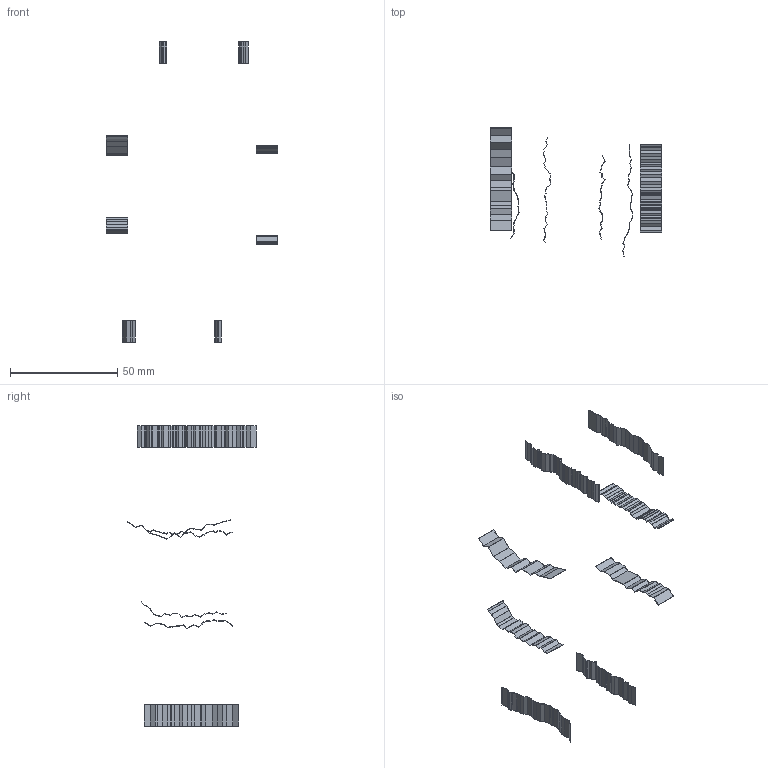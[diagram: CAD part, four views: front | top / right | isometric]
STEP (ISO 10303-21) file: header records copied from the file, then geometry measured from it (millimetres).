
FILE_DESCRIPTION( ( 'STEP Version 203' ), '1' );
FILE_NAME( 'RESIN.stp', '07/08/20 08:49:21', ( 'Solass' ), ( ' ' ), 'PSStep 21.0.47', 'DesignModeler STEP Output', ' ' );
FILE_SCHEMA( ( 'CONFIG_CONTROL_DESIGN' ) );
Length unit declared in the file: metre
Products named in the file (8): 1; 2; 3; 4; 5; 6; 7; 8
Bounding box: 80 x 59.93 x 140.05 mm (x, y, z)
Volume: 668.7 mm3; surface area: 8017.4 mm2
Topology: 8 solids, 8 shells, 416 faces, 1200 edges, 800 vertices
Faces by surface type: plane 416
Entity records: 13569 total; most frequent: CARTESIAN_POINT 2424, ORIENTED_EDGE 2400, DIRECTION 2048, EDGE_CURVE 1200, LINE 1200, VECTOR 1200, VERTEX_POINT 800, AXIS2_PLACEMENT_3D 424
